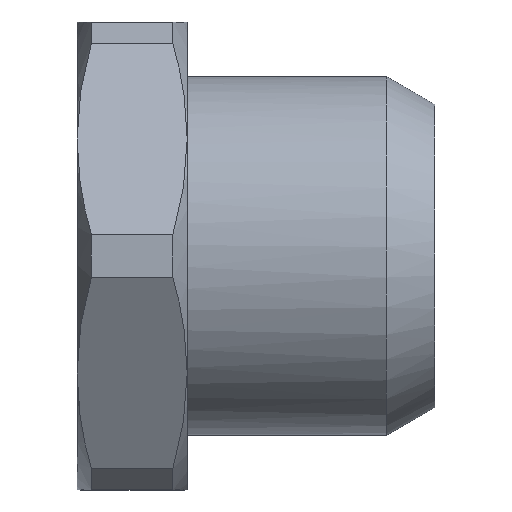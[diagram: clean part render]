
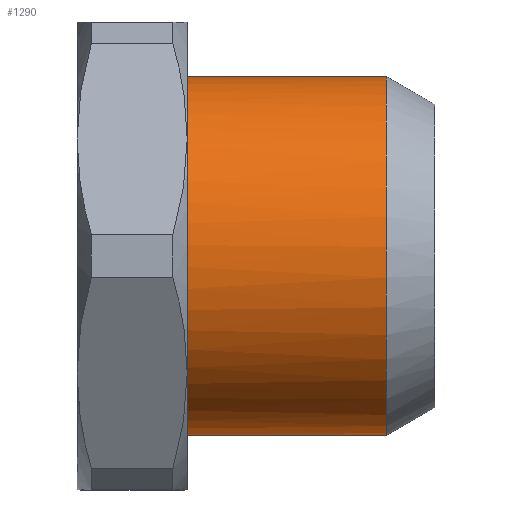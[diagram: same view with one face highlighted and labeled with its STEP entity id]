
A CAD part, left-side view. The second image highlights one B-rep face of the part: STEP entity #1290.
In plain terms, the highlighted free-form (B-spline) face has degree [1, 3] with [2, 4] control points.
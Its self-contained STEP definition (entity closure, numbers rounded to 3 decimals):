
#71 = CARTESIAN_POINT ( 'NONE',  ( 0., 9., 6.52 ) ) ;
#73 = EDGE_CURVE ( 'NONE', #418, #1225, #930, .T. ) ;
#221 = ORIENTED_EDGE ( 'NONE', *, *, #706, .F. ) ;
#224 = CARTESIAN_POINT ( 'NONE',  ( 0., 1.767, 6.52 ) ) ;
#235 = CARTESIAN_POINT ( 'NONE',  ( -13.04, 1.767, -6.52 ) ) ;
#258 =( BOUNDED_CURVE ( )  B_SPLINE_CURVE ( 3, ( #1218, #235, #493, #224 ),
 .UNSPECIFIED., .F., .F. ) 
 B_SPLINE_CURVE_WITH_KNOTS ( ( 4, 4 ),
 ( -3.142, 0. ),
 .UNSPECIFIED. ) 
 CURVE ( )  GEOMETRIC_REPRESENTATION_ITEM ( )  RATIONAL_B_SPLINE_CURVE ( ( 1., 0.333, 0.333, 1. ) ) 
 REPRESENTATION_ITEM ( '' )  );
#282 = CARTESIAN_POINT ( 'NONE',  ( -3.286, 9., -5.696 ) ) ;
#284 = B_SPLINE_CURVE_WITH_KNOTS ( 'NONE', 3,
 ( #759, #531, #880, #282, #1249, #1403, #1409, #793, #680, #1013, #781, #1018, #1256, #424, #431, #1280, #558, #1516 ),
 .UNSPECIFIED., .F., .F.,
 ( 4, 2, 2, 2, 2, 2, 2, 2, 4 ),
 ( 0., 0.393, 0.785, 1.178, 1.571, 1.963, 2.356, 2.749, 3.142 ),
 .UNSPECIFIED. ) ;
#364 = VERTEX_POINT ( 'NONE', #556 ) ;
#418 = VERTEX_POINT ( 'NONE', #1266 ) ;
#424 = CARTESIAN_POINT ( 'NONE',  ( -4.005, 9., 5.216 ) ) ;
#426 = CARTESIAN_POINT ( 'NONE',  ( -13.04, 1.767, 6.52 ) ) ;
#431 = CARTESIAN_POINT ( 'NONE',  ( -3.286, 9., 5.696 ) ) ;
#446 = CARTESIAN_POINT ( 'NONE',  ( 0., 9., 6.52 ) ) ;
#493 = CARTESIAN_POINT ( 'NONE',  ( -13.04, 1.767, 6.52 ) ) ;
#510 = B_SPLINE_CURVE_WITH_KNOTS ( 'NONE', 1,
 ( #1036, #71 ),
 .UNSPECIFIED., .F., .F.,
 ( 2, 2 ),
 ( -1., 0. ),
 .UNSPECIFIED. ) ;
#531 = CARTESIAN_POINT ( 'NONE',  ( -0.856, 9., -6.52 ) ) ;
#556 = CARTESIAN_POINT ( 'NONE',  ( 0., 1.767, 6.52 ) ) ;
#558 = CARTESIAN_POINT ( 'NONE',  ( -0.856, 9., 6.52 ) ) ;
#676 = CARTESIAN_POINT ( 'NONE',  ( 0., 9., -6.52 ) ) ;
#680 = CARTESIAN_POINT ( 'NONE',  ( -6.52, 9., -0.856 ) ) ;
#706 = EDGE_CURVE ( 'NONE', #418, #1230, #284, .T. ) ;
#716 = EDGE_LOOP ( 'NONE', ( #221, #1132, #816, #801 ) ) ;
#759 = CARTESIAN_POINT ( 'NONE',  ( 0., 9., -6.52 ) ) ;
#781 = CARTESIAN_POINT ( 'NONE',  ( -6.351, 9., 1.704 ) ) ;
#793 = CARTESIAN_POINT ( 'NONE',  ( -6.351, 9., -1.704 ) ) ;
#794 = CARTESIAN_POINT ( 'NONE',  ( 0., 1.767, -6.52 ) ) ;
#801 = ORIENTED_EDGE ( 'NONE', *, *, #1459, .T. ) ;
#805 = CARTESIAN_POINT ( 'NONE',  ( 0., 9., -6.52 ) ) ;
#816 = ORIENTED_EDGE ( 'NONE', *, *, #958, .T. ) ;
#880 = CARTESIAN_POINT ( 'NONE',  ( -1.704, 9., -6.351 ) ) ;
#910 = CARTESIAN_POINT ( 'NONE',  ( 0., 1.767, -6.52 ) ) ;
#927 = CARTESIAN_POINT ( 'NONE',  ( -13.04, 9., 6.52 ) ) ;
#930 = B_SPLINE_CURVE_WITH_KNOTS ( 'NONE', 1,
 ( #805, #910 ),
 .UNSPECIFIED., .F., .F.,
 ( 2, 2 ),
 ( -1., 0. ),
 .UNSPECIFIED. ) ;
#958 = EDGE_CURVE ( 'NONE', #1225, #364, #258, .T. ) ;
#993 =( BOUNDED_SURFACE ( )  B_SPLINE_SURFACE ( 1, 3, ( 
 ( #1404, #927, #1150, #676 ),
 ( #1530, #426, #1034, #794 ) ),
 .UNSPECIFIED., .F., .F., .F. ) 
 B_SPLINE_SURFACE_WITH_KNOTS ( ( 2, 2 ),
 ( 4, 4 ),
 ( 0., 1. ),
 ( 0., 1. ),
 .UNSPECIFIED. ) 
 GEOMETRIC_REPRESENTATION_ITEM ( )  RATIONAL_B_SPLINE_SURFACE ( (
 ( 1., 0.333, 0.333, 1.),
 ( 1., 0.333, 0.333, 1.) ) ) 
 REPRESENTATION_ITEM ( '' )  SURFACE ( )  );
#1013 = CARTESIAN_POINT ( 'NONE',  ( -6.52, 9., 0.856 ) ) ;
#1018 = CARTESIAN_POINT ( 'NONE',  ( -5.696, 9., 3.286 ) ) ;
#1034 = CARTESIAN_POINT ( 'NONE',  ( -13.04, 1.767, -6.52 ) ) ;
#1036 = CARTESIAN_POINT ( 'NONE',  ( 0., 1.767, 6.52 ) ) ;
#1049 = FACE_OUTER_BOUND ( 'NONE', #716, .T. ) ;
#1132 = ORIENTED_EDGE ( 'NONE', *, *, #73, .T. ) ;
#1150 = CARTESIAN_POINT ( 'NONE',  ( -13.04, 9., -6.52 ) ) ;
#1218 = CARTESIAN_POINT ( 'NONE',  ( 0., 1.767, -6.52 ) ) ;
#1225 = VERTEX_POINT ( 'NONE', #1271 ) ;
#1230 = VERTEX_POINT ( 'NONE', #446 ) ;
#1249 = CARTESIAN_POINT ( 'NONE',  ( -4.005, 9., -5.216 ) ) ;
#1256 = CARTESIAN_POINT ( 'NONE',  ( -5.216, 9., 4.005 ) ) ;
#1266 = CARTESIAN_POINT ( 'NONE',  ( 0., 9., -6.52 ) ) ;
#1271 = CARTESIAN_POINT ( 'NONE',  ( 0., 1.767, -6.52 ) ) ;
#1280 = CARTESIAN_POINT ( 'NONE',  ( -1.704, 9., 6.351 ) ) ;
#1290 = ADVANCED_FACE ( 'NONE', ( #1049 ), #993, .F. ) ;
#1403 = CARTESIAN_POINT ( 'NONE',  ( -5.216, 9., -4.005 ) ) ;
#1404 = CARTESIAN_POINT ( 'NONE',  ( 0., 9., 6.52 ) ) ;
#1409 = CARTESIAN_POINT ( 'NONE',  ( -5.696, 9., -3.286 ) ) ;
#1459 = EDGE_CURVE ( 'NONE', #364, #1230, #510, .T. ) ;
#1516 = CARTESIAN_POINT ( 'NONE',  ( 0., 9., 6.52 ) ) ;
#1530 = CARTESIAN_POINT ( 'NONE',  ( 0., 1.767, 6.52 ) ) ;
